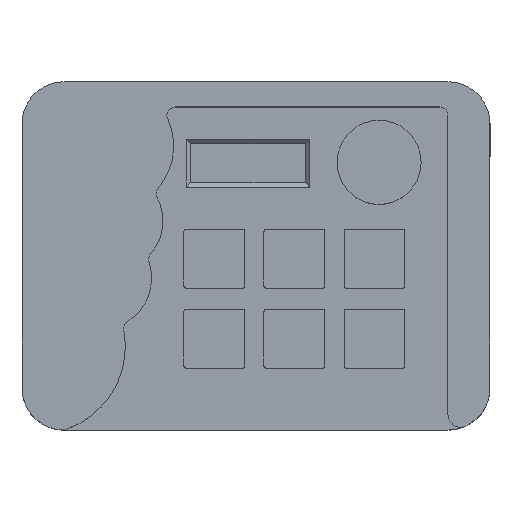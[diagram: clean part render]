
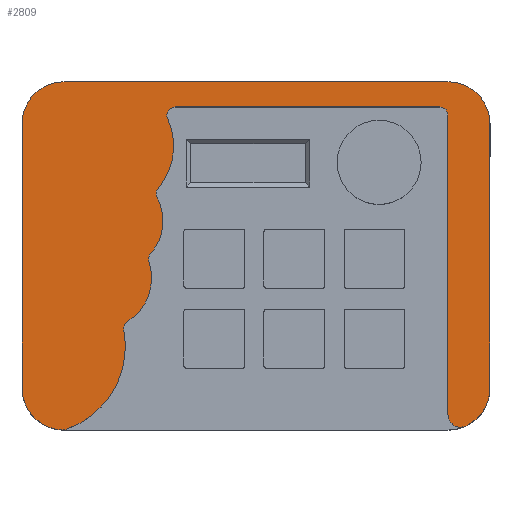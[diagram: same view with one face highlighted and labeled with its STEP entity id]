
A CAD part, top view. The second image highlights one B-rep face of the part: STEP entity #2809.
In plain terms, the highlighted face is planar.
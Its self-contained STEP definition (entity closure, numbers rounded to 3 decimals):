
#96=PLANE('',#3145);
#194=FACE_OUTER_BOUND('',#349,.T.);
#349=EDGE_LOOP('',(#1908,#1909,#1910,#1911,#1912,#1913,#1914,#1915,#1916,
#1917,#1918,#1919,#1920,#1921,#1922,#1923,#1924,#1925,#1926,#1927));
#523=LINE('',#4282,#765);
#541=LINE('',#4365,#783);
#545=LINE('',#4376,#787);
#546=LINE('',#4378,#788);
#547=LINE('',#4380,#789);
#765=VECTOR('',#3437,10.);
#783=VECTOR('',#3531,10.);
#787=VECTOR('',#3545,10.);
#788=VECTOR('',#3548,10.);
#789=VECTOR('',#3551,10.);
#999=CIRCLE('',#3080,2.);
#1001=CIRCLE('',#3083,15.648);
#1003=CIRCLE('',#3086,2.);
#1004=CIRCLE('',#3088,11.653);
#1007=CIRCLE('',#3092,2.);
#1008=CIRCLE('',#3094,12.219);
#1010=CIRCLE('',#3097,2.);
#1012=CIRCLE('',#3101,2.);
#1025=CIRCLE('',#3116,3.);
#1026=CIRCLE('',#3118,10.);
#1027=CIRCLE('',#3120,3.);
#1028=CIRCLE('',#3122,20.887);
#1033=CIRCLE('',#3136,10.);
#1034=CIRCLE('',#3139,10.);
#1035=CIRCLE('',#3141,10.);
#1144=VERTEX_POINT('',#4236);
#1145=VERTEX_POINT('',#4238);
#1147=VERTEX_POINT('',#4244);
#1150=VERTEX_POINT('',#4251);
#1151=VERTEX_POINT('',#4253);
#1154=VERTEX_POINT('',#4263);
#1155=VERTEX_POINT('',#4265);
#1156=VERTEX_POINT('',#4272);
#1157=VERTEX_POINT('',#4273);
#1160=VERTEX_POINT('',#4281);
#1176=VERTEX_POINT('',#4320);
#1177=VERTEX_POINT('',#4321);
#1178=VERTEX_POINT('',#4326);
#1179=VERTEX_POINT('',#4330);
#1180=VERTEX_POINT('',#4331);
#1185=VERTEX_POINT('',#4358);
#1186=VERTEX_POINT('',#4359);
#1187=VERTEX_POINT('',#4364);
#1188=VERTEX_POINT('',#4368);
#1189=VERTEX_POINT('',#4372);
#1400=EDGE_CURVE('',#1144,#1145,#999,.T.);
#1404=EDGE_CURVE('',#1144,#1147,#1001,.T.);
#1407=EDGE_CURVE('',#1150,#1151,#1003,.T.);
#1409=EDGE_CURVE('',#1150,#1145,#1004,.T.);
#1413=EDGE_CURVE('',#1154,#1155,#1007,.T.);
#1415=EDGE_CURVE('',#1154,#1151,#1008,.T.);
#1417=EDGE_CURVE('',#1156,#1157,#1010,.T.);
#1421=EDGE_CURVE('',#1160,#1157,#523,.T.);
#1424=EDGE_CURVE('',#1147,#1160,#1012,.F.);
#1441=EDGE_CURVE('',#1176,#1177,#1025,.T.);
#1445=EDGE_CURVE('',#1178,#1176,#1026,.T.);
#1446=EDGE_CURVE('',#1179,#1180,#1027,.T.);
#1449=EDGE_CURVE('',#1179,#1155,#1028,.T.);
#1458=EDGE_CURVE('',#1185,#1186,#1033,.T.);
#1461=EDGE_CURVE('',#1187,#1186,#541,.T.);
#1463=EDGE_CURVE('',#1187,#1188,#1034,.T.);
#1465=EDGE_CURVE('',#1180,#1189,#1035,.T.);
#1467=EDGE_CURVE('',#1178,#1188,#545,.T.);
#1468=EDGE_CURVE('',#1185,#1189,#546,.T.);
#1469=EDGE_CURVE('',#1156,#1177,#547,.T.);
#1908=ORIENTED_EDGE('',*,*,#1421,.T.);
#1909=ORIENTED_EDGE('',*,*,#1417,.F.);
#1910=ORIENTED_EDGE('',*,*,#1469,.T.);
#1911=ORIENTED_EDGE('',*,*,#1441,.F.);
#1912=ORIENTED_EDGE('',*,*,#1445,.F.);
#1913=ORIENTED_EDGE('',*,*,#1467,.T.);
#1914=ORIENTED_EDGE('',*,*,#1463,.F.);
#1915=ORIENTED_EDGE('',*,*,#1461,.T.);
#1916=ORIENTED_EDGE('',*,*,#1458,.F.);
#1917=ORIENTED_EDGE('',*,*,#1468,.T.);
#1918=ORIENTED_EDGE('',*,*,#1465,.F.);
#1919=ORIENTED_EDGE('',*,*,#1446,.F.);
#1920=ORIENTED_EDGE('',*,*,#1449,.T.);
#1921=ORIENTED_EDGE('',*,*,#1413,.F.);
#1922=ORIENTED_EDGE('',*,*,#1415,.T.);
#1923=ORIENTED_EDGE('',*,*,#1407,.F.);
#1924=ORIENTED_EDGE('',*,*,#1409,.T.);
#1925=ORIENTED_EDGE('',*,*,#1400,.F.);
#1926=ORIENTED_EDGE('',*,*,#1404,.T.);
#1927=ORIENTED_EDGE('',*,*,#1424,.T.);
#2809=ADVANCED_FACE('',(#194),#96,.T.);
#3080=AXIS2_PLACEMENT_3D('',#4239,#3389,#3390);
#3083=AXIS2_PLACEMENT_3D('',#4246,#3397,#3398);
#3086=AXIS2_PLACEMENT_3D('',#4254,#3404,#3405);
#3088=AXIS2_PLACEMENT_3D('',#4257,#3409,#3410);
#3092=AXIS2_PLACEMENT_3D('',#4266,#3418,#3419);
#3094=AXIS2_PLACEMENT_3D('',#4269,#3423,#3424);
#3097=AXIS2_PLACEMENT_3D('',#4274,#3429,#3430);
#3101=AXIS2_PLACEMENT_3D('',#4287,#3442,#3443);
#3116=AXIS2_PLACEMENT_3D('',#4322,#3476,#3477);
#3118=AXIS2_PLACEMENT_3D('',#4328,#3483,#3484);
#3120=AXIS2_PLACEMENT_3D('',#4332,#3487,#3488);
#3122=AXIS2_PLACEMENT_3D('',#4336,#3493,#3494);
#3136=AXIS2_PLACEMENT_3D('',#4360,#3525,#3526);
#3139=AXIS2_PLACEMENT_3D('',#4369,#3535,#3536);
#3141=AXIS2_PLACEMENT_3D('',#4373,#3540,#3541);
#3145=AXIS2_PLACEMENT_3D('',#4381,#3552,#3553);
#3389=DIRECTION('center_axis',(0.,1.,0.));
#3390=DIRECTION('ref_axis',(-0.995,0.,-0.103));
#3397=DIRECTION('center_axis',(0.,1.,0.));
#3398=DIRECTION('ref_axis',(0.702,0.,0.712));
#3404=DIRECTION('center_axis',(0.,1.,0.));
#3405=DIRECTION('ref_axis',(-0.979,0.,-0.202));
#3409=DIRECTION('center_axis',(0.,1.,0.));
#3410=DIRECTION('ref_axis',(0.677,0.,0.736));
#3418=DIRECTION('center_axis',(0.,1.,0.));
#3419=DIRECTION('ref_axis',(-0.917,0.,-0.399));
#3423=DIRECTION('center_axis',(0.,1.,0.));
#3424=DIRECTION('ref_axis',(0.434,0.,0.901));
#3429=DIRECTION('center_axis',(0.,1.,0.));
#3430=DIRECTION('ref_axis',(0.707,0.,-0.707));
#3437=DIRECTION('',(1.,0.,0.));
#3442=DIRECTION('center_axis',(0.,1.,0.));
#3443=DIRECTION('ref_axis',(0.,0.,1.));
#3476=DIRECTION('center_axis',(0.,-1.,0.));
#3477=DIRECTION('ref_axis',(-0.535,0.,0.845));
#3483=DIRECTION('center_axis',(0.,-1.,0.));
#3484=DIRECTION('ref_axis',(0.707,0.,0.707));
#3487=DIRECTION('center_axis',(0.,-1.,0.));
#3488=DIRECTION('ref_axis',(0.135,0.,0.991));
#3493=DIRECTION('center_axis',(0.,1.,0.));
#3494=DIRECTION('ref_axis',(0.301,0.,0.954));
#3525=DIRECTION('center_axis',(0.,-1.,0.));
#3526=DIRECTION('ref_axis',(-0.707,0.,-0.707));
#3531=DIRECTION('',(-1.,0.,0.));
#3535=DIRECTION('center_axis',(0.,-1.,0.));
#3536=DIRECTION('ref_axis',(0.707,0.,-0.707));
#3540=DIRECTION('center_axis',(0.,-1.,0.));
#3541=DIRECTION('ref_axis',(-0.707,0.,0.707));
#3545=DIRECTION('',(0.,0.,-1.));
#3548=DIRECTION('',(0.,0.,1.));
#3551=DIRECTION('',(0.,0.,1.));
#3552=DIRECTION('center_axis',(0.,1.,0.));
#3553=DIRECTION('ref_axis',(0.,0.,1.));
#4236=CARTESIAN_POINT('',(-21.351,5.,-17.691));
#4238=CARTESIAN_POINT('',(-21.583,5.,-15.452));
#4239=CARTESIAN_POINT('Origin',(-19.822,5.,-16.401));
#4244=CARTESIAN_POINT('',(-19.067,5.,-34.253));
#4246=CARTESIAN_POINT('Origin',(-33.313,5.,-27.779));
#4251=CARTESIAN_POINT('',(-23.12,5.,-2.187));
#4253=CARTESIAN_POINT('',(-23.523,5.,-0.232));
#4254=CARTESIAN_POINT('Origin',(-21.624,5.,-0.86));
#4257=CARTESIAN_POINT('Origin',(-31.838,5.,-9.919));
#4263=CARTESIAN_POINT('',(-28.608,5.,13.946));
#4265=CARTESIAN_POINT('',(-29.507,5.,16.011));
#4266=CARTESIAN_POINT('Origin',(-27.542,5.,15.638));
#4269=CARTESIAN_POINT('Origin',(-35.123,5.,3.609));
#4272=CARTESIAN_POINT('',(47.655,5.,-35.081));
#4273=CARTESIAN_POINT('',(45.655,5.,-37.081));
#4274=CARTESIAN_POINT('Origin',(45.655,5.,-35.081));
#4281=CARTESIAN_POINT('',(-17.246,5.,-37.081));
#4282=CARTESIAN_POINT('',(-9.05,5.,-37.081));
#4287=CARTESIAN_POINT('Origin',(-17.246,5.,-35.081));
#4320=CARTESIAN_POINT('',(51.941,5.,38.854));
#4321=CARTESIAN_POINT('',(47.655,5.,36.144));
#4322=CARTESIAN_POINT('Origin',(50.655,5.,36.144));
#4326=CARTESIAN_POINT('',(57.655,5.,29.819));
#4328=CARTESIAN_POINT('Origin',(47.655,5.,29.819));
#4330=CARTESIAN_POINT('',(-43.205,5.,39.641));
#4331=CARTESIAN_POINT('',(-44.373,5.,39.799));
#4332=CARTESIAN_POINT('Origin',(-44.185,5.,36.805));
#4336=CARTESIAN_POINT('Origin',(-50.028,5.,19.9));
#4358=CARTESIAN_POINT('',(-53.745,5.,-33.081));
#4359=CARTESIAN_POINT('',(-43.745,5.,-43.081));
#4360=CARTESIAN_POINT('Origin',(-43.745,5.,-33.081));
#4364=CARTESIAN_POINT('',(47.655,5.,-43.081));
#4365=CARTESIAN_POINT('',(57.655,5.,-43.081));
#4368=CARTESIAN_POINT('',(57.655,5.,-33.081));
#4369=CARTESIAN_POINT('Origin',(47.655,5.,-33.081));
#4372=CARTESIAN_POINT('',(-53.745,5.,29.819));
#4373=CARTESIAN_POINT('Origin',(-43.745,5.,29.819));
#4376=CARTESIAN_POINT('',(57.655,5.,39.819));
#4378=CARTESIAN_POINT('',(-53.745,5.,-43.081));
#4380=CARTESIAN_POINT('',(47.655,5.,-19.356));
#4381=CARTESIAN_POINT('Origin',(1.955,5.,-1.631));
